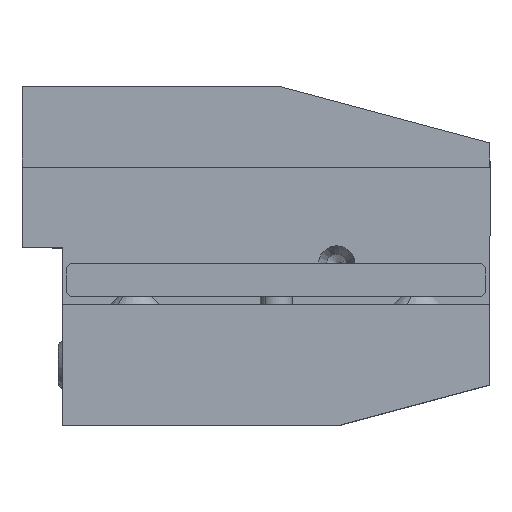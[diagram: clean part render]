
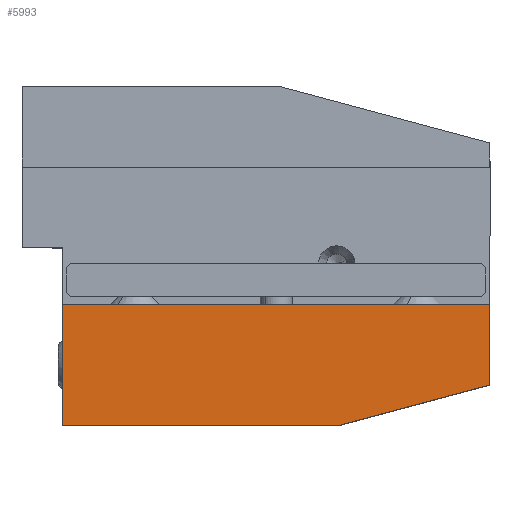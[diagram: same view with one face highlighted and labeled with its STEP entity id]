
A CAD part, top view. The second image highlights one B-rep face of the part: STEP entity #5993.
In plain terms, the highlighted planar face has unit normal (0, 0, 1).
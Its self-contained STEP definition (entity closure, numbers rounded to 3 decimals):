
#177 = VECTOR ( 'NONE', #570, 1000. ) ;
#472 = VECTOR ( 'NONE', #3353, 1000. ) ;
#546 = CARTESIAN_POINT ( 'NONE',  ( -77.049, -28.271, 55.462 ) ) ;
#570 = DIRECTION ( 'NONE',  ( -1., 0., 0. ) ) ;
#826 = VERTEX_POINT ( 'NONE', #2672 ) ;
#886 = DIRECTION ( 'NONE',  ( 0., 0., 1. ) ) ;
#949 = LINE ( 'NONE', #5079, #8315 ) ;
#1126 = DIRECTION ( 'NONE',  ( 1., 0., 0. ) ) ;
#1167 = VECTOR ( 'NONE', #2997, 1000. ) ;
#1417 = ORIENTED_EDGE ( 'NONE', *, *, #2110, .T. ) ;
#1509 = ORIENTED_EDGE ( 'NONE', *, *, #6783, .F. ) ;
#1530 = ORIENTED_EDGE ( 'NONE', *, *, #3627, .T. ) ;
#1851 = CARTESIAN_POINT ( 'NONE',  ( -19.049, -13.271, 55.462 ) ) ;
#2110 = EDGE_CURVE ( 'NONE', #3341, #826, #7419, .T. ) ;
#2672 = CARTESIAN_POINT ( 'NONE',  ( -72.049, -13.271, 55.462 ) ) ;
#2800 = FACE_OUTER_BOUND ( 'NONE', #8064, .T. ) ;
#2970 = CARTESIAN_POINT ( 'NONE',  ( -37.71, -28.271, 55.462 ) ) ;
#2997 = DIRECTION ( 'NONE',  ( -0.966, -0.259, 0. ) ) ;
#3159 = DIRECTION ( 'NONE',  ( 0., 1., 0. ) ) ;
#3230 = CARTESIAN_POINT ( 'NONE',  ( -72.049, -28.271, 55.462 ) ) ;
#3341 = VERTEX_POINT ( 'NONE', #7808 ) ;
#3353 = DIRECTION ( 'NONE',  ( 0., 1., 0. ) ) ;
#3525 = CARTESIAN_POINT ( 'NONE',  ( -19.049, -23.271, 55.462 ) ) ;
#3627 = EDGE_CURVE ( 'NONE', #8020, #3341, #3825, .T. ) ;
#3824 = LINE ( 'NONE', #4257, #1167 ) ;
#3825 = LINE ( 'NONE', #7257, #472 ) ;
#4062 = DIRECTION ( 'NONE',  ( 1., 0., 0. ) ) ;
#4068 = VERTEX_POINT ( 'NONE', #3230 ) ;
#4257 = CARTESIAN_POINT ( 'NONE',  ( -19.049, -23.271, 55.462 ) ) ;
#4639 = ORIENTED_EDGE ( 'NONE', *, *, #8282, .T. ) ;
#5079 = CARTESIAN_POINT ( 'NONE',  ( -72.049, -28.271, 55.462 ) ) ;
#5363 = EDGE_CURVE ( 'NONE', #4068, #826, #949, .T. ) ;
#5987 = CARTESIAN_POINT ( 'NONE',  ( -77.049, -28.271, 55.462 ) ) ;
#5993 = ADVANCED_FACE ( 'NONE', ( #2800 ), #7397, .T. ) ;
#6042 = LINE ( 'NONE', #546, #6876 ) ;
#6783 = EDGE_CURVE ( 'NONE', #8020, #7435, #3824, .T. ) ;
#6876 = VECTOR ( 'NONE', #1126, 1000. ) ;
#7257 = CARTESIAN_POINT ( 'NONE',  ( -19.049, 13.729, 55.462 ) ) ;
#7397 = PLANE ( 'NONE',  #8195 ) ;
#7419 = LINE ( 'NONE', #1851, #177 ) ;
#7435 = VERTEX_POINT ( 'NONE', #2970 ) ;
#7808 = CARTESIAN_POINT ( 'NONE',  ( -19.049, -13.271, 55.462 ) ) ;
#7948 = ORIENTED_EDGE ( 'NONE', *, *, #5363, .F. ) ;
#8020 = VERTEX_POINT ( 'NONE', #3525 ) ;
#8064 = EDGE_LOOP ( 'NONE', ( #7948, #4639, #1509, #1530, #1417 ) ) ;
#8195 = AXIS2_PLACEMENT_3D ( 'NONE', #5987, #886, #4062 ) ;
#8282 = EDGE_CURVE ( 'NONE', #4068, #7435, #6042, .T. ) ;
#8315 = VECTOR ( 'NONE', #3159, 1000. ) ;
